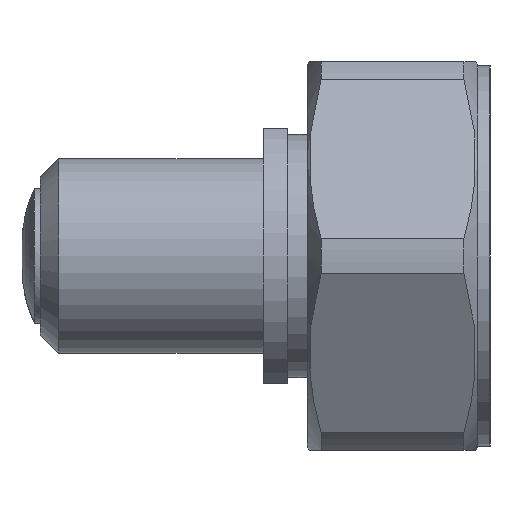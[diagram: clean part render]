
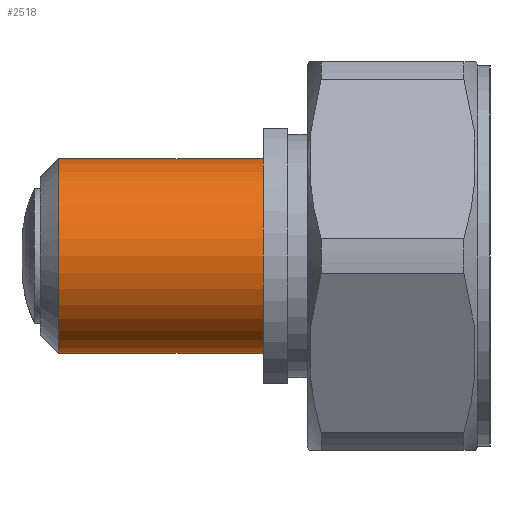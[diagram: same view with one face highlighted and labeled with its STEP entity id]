
A CAD part, left-side view. The second image highlights one B-rep face of the part: STEP entity #2518.
In plain terms, the highlighted cylindrical face has radius 8 mm (diameter 16 mm), a partial arc.
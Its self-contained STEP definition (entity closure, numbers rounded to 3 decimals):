
#315 = EDGE_CURVE ( 'NONE', #4180, #2290, #3809, .T. ) ;
#430 = EDGE_LOOP ( 'NONE', ( #2944, #2190, #3453, #5135 ) ) ;
#492 = CARTESIAN_POINT ( 'NONE',  ( 35., 0., 0. ) ) ;
#629 = EDGE_CURVE ( 'NONE', #4180, #1221, #890, .T. ) ;
#890 = LINE ( 'NONE', #4856, #2873 ) ;
#898 = DIRECTION ( 'NONE',  ( -1., 0., 0. ) ) ;
#1027 = FACE_OUTER_BOUND ( 'NONE', #430, .T. ) ;
#1221 = VERTEX_POINT ( 'NONE', #4812 ) ;
#1467 = DIRECTION ( 'NONE',  ( -1., 0., 0. ) ) ;
#1608 = CIRCLE ( 'NONE', #4190, 8. ) ;
#2028 = VECTOR ( 'NONE', #1467, 1000. ) ;
#2143 = AXIS2_PLACEMENT_3D ( 'NONE', #2280, #3006, #3054 ) ;
#2190 = ORIENTED_EDGE ( 'NONE', *, *, #315, .T. ) ;
#2226 = AXIS2_PLACEMENT_3D ( 'NONE', #492, #898, #2485 ) ;
#2280 = CARTESIAN_POINT ( 'NONE',  ( 36.5, 0., 0. ) ) ;
#2290 = VERTEX_POINT ( 'NONE', #3621 ) ;
#2478 = DIRECTION ( 'NONE',  ( -1., 0., 0. ) ) ;
#2485 = DIRECTION ( 'NONE',  ( 0., 0., -1. ) ) ;
#2518 = ADVANCED_FACE ( 'NONE', ( #1027 ), #3766, .T. ) ;
#2626 = CARTESIAN_POINT ( 'NONE',  ( 18.2, 0., 0. ) ) ;
#2873 = VECTOR ( 'NONE', #2478, 1000. ) ;
#2891 = CARTESIAN_POINT ( 'NONE',  ( 18.2, 0., 8. ) ) ;
#2944 = ORIENTED_EDGE ( 'NONE', *, *, #629, .F. ) ;
#3006 = DIRECTION ( 'NONE',  ( -1., 0., 0. ) ) ;
#3054 = DIRECTION ( 'NONE',  ( 0., 0., 1. ) ) ;
#3438 = LINE ( 'NONE', #5036, #2028 ) ;
#3453 = ORIENTED_EDGE ( 'NONE', *, *, #5140, .T. ) ;
#3621 = CARTESIAN_POINT ( 'NONE',  ( 35., 0., 8. ) ) ;
#3766 = CYLINDRICAL_SURFACE ( 'NONE', #2143, 8. ) ;
#3809 = CIRCLE ( 'NONE', #2226, 8. ) ;
#3828 = DIRECTION ( 'NONE',  ( 0., 0., -1. ) ) ;
#4180 = VERTEX_POINT ( 'NONE', #4728 ) ;
#4190 = AXIS2_PLACEMENT_3D ( 'NONE', #2626, #4952, #3828 ) ;
#4728 = CARTESIAN_POINT ( 'NONE',  ( 35., 0., -8. ) ) ;
#4812 = CARTESIAN_POINT ( 'NONE',  ( 18.2, 0., -8. ) ) ;
#4856 = CARTESIAN_POINT ( 'NONE',  ( 36.5, 0., -8. ) ) ;
#4887 = VERTEX_POINT ( 'NONE', #2891 ) ;
#4952 = DIRECTION ( 'NONE',  ( 1., 0., 0. ) ) ;
#5036 = CARTESIAN_POINT ( 'NONE',  ( 36.5, 0., 8. ) ) ;
#5079 = EDGE_CURVE ( 'NONE', #4887, #1221, #1608, .T. ) ;
#5135 = ORIENTED_EDGE ( 'NONE', *, *, #5079, .T. ) ;
#5140 = EDGE_CURVE ( 'NONE', #2290, #4887, #3438, .T. ) ;
